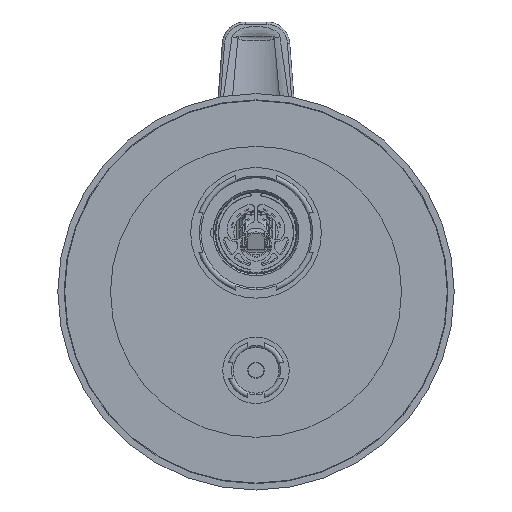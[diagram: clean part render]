
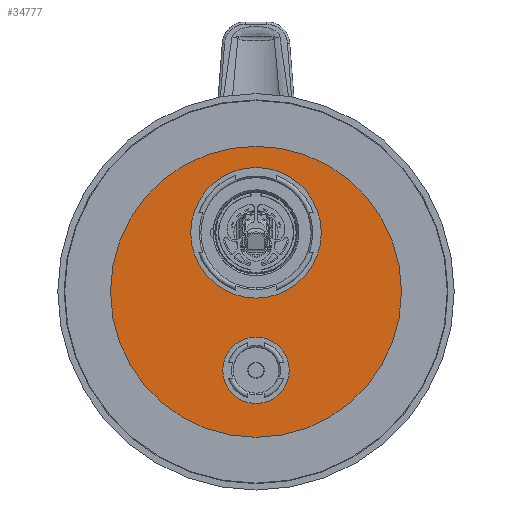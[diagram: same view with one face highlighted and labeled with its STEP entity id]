
A CAD part, front view. The second image highlights one B-rep face of the part: STEP entity #34777.
In plain terms, the highlighted planar face has unit normal (0, -1, 0).
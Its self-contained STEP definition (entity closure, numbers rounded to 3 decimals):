
#33656=CARTESIAN_POINT('',(0.,64.5,-0.25));
#33657=DIRECTION('',(0.,1.,0.));
#33658=DIRECTION('',(-1.,0.,0.));
#33659=AXIS2_PLACEMENT_3D('',#33656,#33657,#33658);
#33661=CARTESIAN_POINT('',(0.,64.5,-0.25));
#33662=DIRECTION('',(0.,1.,0.));
#33663=DIRECTION('',(1.,0.,0.));
#33664=AXIS2_PLACEMENT_3D('',#33661,#33662,#33663);
#33666=CARTESIAN_POINT('',(0.,64.5,25.5));
#33667=DIRECTION('',(0.,-1.,0.));
#33668=DIRECTION('',(-1.,0.,0.));
#33669=AXIS2_PLACEMENT_3D('',#33666,#33667,#33668);
#33671=CARTESIAN_POINT('',(0.,64.5,25.5));
#33672=DIRECTION('',(0.,-1.,0.));
#33673=DIRECTION('',(1.,0.,0.));
#33674=AXIS2_PLACEMENT_3D('',#33671,#33672,#33673);
#33676=CARTESIAN_POINT('',(0.,64.5,-34.5));
#33677=DIRECTION('',(0.,-1.,0.));
#33678=DIRECTION('',(-1.,0.,0.));
#33679=AXIS2_PLACEMENT_3D('',#33676,#33677,#33678);
#33681=CARTESIAN_POINT('',(0.,64.5,-34.5));
#33682=DIRECTION('',(0.,-1.,0.));
#33683=DIRECTION('',(1.,0.,0.));
#33684=AXIS2_PLACEMENT_3D('',#33681,#33682,#33683);
#34147=CARTESIAN_POINT('',(-28.5,64.5,25.5));
#34148=CARTESIAN_POINT('',(28.5,64.5,25.5));
#34149=VERTEX_POINT('',#34147);
#34150=VERTEX_POINT('',#34148);
#34151=CARTESIAN_POINT('',(-14.5,64.5,-34.5));
#34152=CARTESIAN_POINT('',(14.5,64.5,-34.5));
#34153=VERTEX_POINT('',#34151);
#34154=VERTEX_POINT('',#34152);
#34315=CARTESIAN_POINT('',(-63.5,64.5,-0.25));
#34316=CARTESIAN_POINT('',(63.5,64.5,-0.25));
#34317=VERTEX_POINT('',#34315);
#34318=VERTEX_POINT('',#34316);
#34755=CARTESIAN_POINT('',(0.,64.5,-0.25));
#34756=DIRECTION('',(0.,1.,0.));
#34757=DIRECTION('',(1.,0.,0.));
#34758=AXIS2_PLACEMENT_3D('',#34755,#34756,#34757);
#34759=PLANE('',#34758);
#34760=ORIENTED_EDGE('',*,*,#34738,.T.);
#34762=ORIENTED_EDGE('',*,*,#34761,.T.);
#34763=EDGE_LOOP('',(#34760,#34762));
#34764=FACE_OUTER_BOUND('',#34763,.F.);
#34766=ORIENTED_EDGE('',*,*,#34765,.T.);
#34768=ORIENTED_EDGE('',*,*,#34767,.T.);
#34769=EDGE_LOOP('',(#34766,#34768));
#34770=FACE_BOUND('',#34769,.F.);
#34772=ORIENTED_EDGE('',*,*,#34771,.T.);
#34774=ORIENTED_EDGE('',*,*,#34773,.T.);
#34775=EDGE_LOOP('',(#34772,#34774));
#34776=FACE_BOUND('',#34775,.F.);
#34777=ADVANCED_FACE('',(#34764,#34770,#34776),#34759,.F.);
#33660=CIRCLE('',#33659,63.5);
#33665=CIRCLE('',#33664,63.5);
#33670=CIRCLE('',#33669,28.5);
#33675=CIRCLE('',#33674,28.5);
#33680=CIRCLE('',#33679,14.5);
#33685=CIRCLE('',#33684,14.5);
#34738=EDGE_CURVE('',#34317,#34318,#33660,.T.);
#34761=EDGE_CURVE('',#34318,#34317,#33665,.T.);
#34765=EDGE_CURVE('',#34149,#34150,#33670,.T.);
#34767=EDGE_CURVE('',#34150,#34149,#33675,.T.);
#34771=EDGE_CURVE('',#34153,#34154,#33680,.T.);
#34773=EDGE_CURVE('',#34154,#34153,#33685,.T.);
